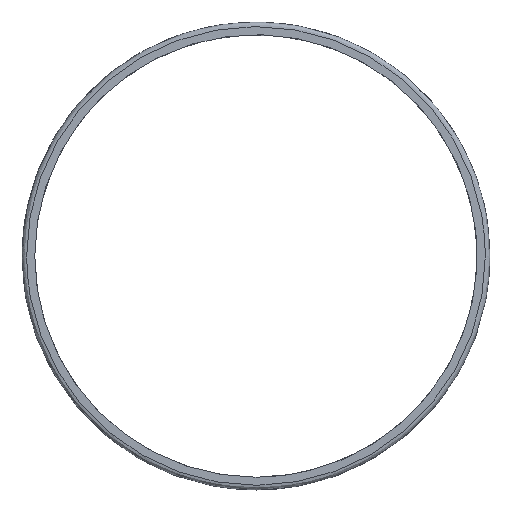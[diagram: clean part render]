
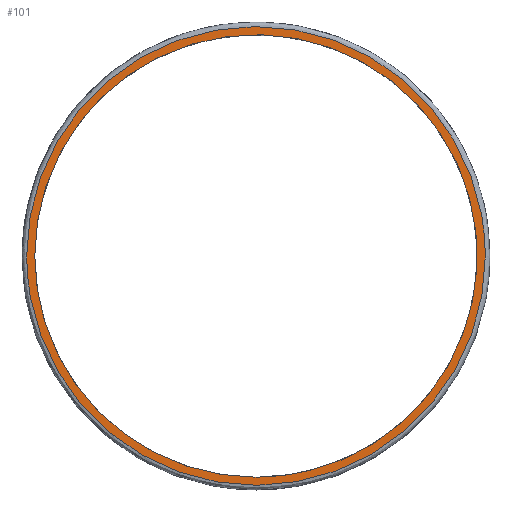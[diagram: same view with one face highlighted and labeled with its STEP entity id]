
A CAD part, top view. The second image highlights one B-rep face of the part: STEP entity #101.
In plain terms, the highlighted planar face has unit normal (0, 0, 1).
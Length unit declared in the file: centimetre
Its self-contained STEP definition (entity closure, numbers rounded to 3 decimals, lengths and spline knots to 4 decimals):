
#13=FACE_BOUND($,#24,.T.);
#14=FACE_BOUND($,#25,.T.);
#17=PLANE($,#114);
#24=EDGE_LOOP($,(#82,#83));
#25=EDGE_LOOP($,(#84,#85));
#32=ELLIPSE($,#107,4.901,4.9006);
#36=ELLIPSE($,#111,4.901,4.9006);
#39=ELLIPSE($,#115,4.7277,4.7273);
#40=ELLIPSE($,#116,4.7277,4.7273);
#43=VERTEX_POINT($,#230);
#44=VERTEX_POINT($,#231);
#50=VERTEX_POINT($,#272);
#51=VERTEX_POINT($,#273);
#54=EDGE_CURVE($,#43,#44,#32,.T.);
#59=EDGE_CURVE($,#44,#43,#36,.T.);
#63=EDGE_CURVE($,#50,#51,#39,.T.);
#64=EDGE_CURVE($,#51,#50,#40,.T.);
#82=ORIENTED_EDGE($,*,*,#63,.T.);
#83=ORIENTED_EDGE($,*,*,#64,.T.);
#84=ORIENTED_EDGE($,*,*,#54,.F.);
#85=ORIENTED_EDGE($,*,*,#59,.F.);
#101=ADVANCED_FACE($,(#13,#14),#17,.T.);
#107=AXIS2_PLACEMENT_3D($,#232,#122,#123);
#111=AXIS2_PLACEMENT_3D($,#246,#130,#131);
#114=AXIS2_PLACEMENT_3D($,#271,#136,#137);
#115=AXIS2_PLACEMENT_3D($,#274,#138,#139);
#116=AXIS2_PLACEMENT_3D($,#275,#140,#141);
#122=DIRECTION('center_axis',(0.,0.,-1.));
#123=DIRECTION('ref_axis',(0.,1.,0.));
#130=DIRECTION('center_axis',(0.,0.,-1.));
#131=DIRECTION('ref_axis',(0.,1.,0.));
#136=DIRECTION('center_axis',(0.,0.,1.));
#137=DIRECTION('ref_axis',(1.,0.,0.));
#138=DIRECTION('center_axis',(0.,0.,-1.));
#139=DIRECTION('ref_axis',(0.,-1.,0.));
#140=DIRECTION('center_axis',(0.,0.,-1.));
#141=DIRECTION('ref_axis',(0.,-1.,0.));
#230=CARTESIAN_POINT('',(-3.5719,12.7821,0.7321));
#231=CARTESIAN_POINT('',(-13.373,12.7821,0.7321));
#232=CARTESIAN_POINT('Origin',(-8.4724,12.7821,0.7321));
#246=CARTESIAN_POINT('Origin',(-8.4724,12.7821,0.7321));
#271=CARTESIAN_POINT('Origin',(-8.4724,12.7821,0.7321));
#272=CARTESIAN_POINT('',(-13.1997,12.7821,0.7321));
#273=CARTESIAN_POINT('',(-8.4724,8.0544,0.7321));
#274=CARTESIAN_POINT('Origin',(-8.4724,12.7821,0.7321));
#275=CARTESIAN_POINT('Origin',(-8.4724,12.7821,0.7321));
